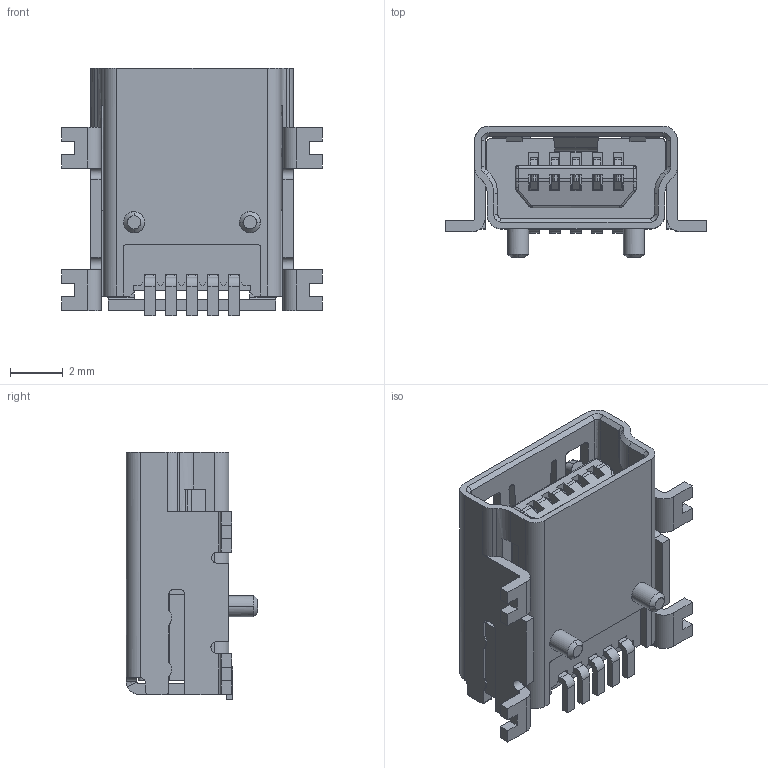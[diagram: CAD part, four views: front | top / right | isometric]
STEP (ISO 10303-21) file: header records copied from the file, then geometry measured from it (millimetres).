
FILE_DESCRIPTION (( 'STEP AP214' ), '1' );
FILE_NAME ('Amphenol_i10033526.STEP', '2019-10-11T11:13:29', ( '' ), ( '' ), 'SwSTEP 2.0', 'SolidWorks 2018', '' );
FILE_SCHEMA (( 'AUTOMOTIVE_DESIGN' ));
Length unit declared in the file: inch
Products named in the file (5): Assembly-1_Asm_1.igs; Assembly-1_Asm_2.igs; Amphenol_i10033526; 1.2.igs; Amphenol_i10033526.igs
Assembly tree (4 placements, depth 5):
  Amphenol_i10033526
    Amphenol_i10033526.igs
      Assembly-1_Asm_2.igs
        Assembly-1_Asm_1.igs
          1.2.igs
Bounding box: 9.9 x 5 x 9.4 mm (x, y, z)
Surface area: 700.3 mm2 (no closed solid volume)
Topology: 0 solids, 9 shells, 892 faces, 2563 edges, 1640 vertices
Faces by surface type: bspline 892
Entity records: 36583 total; most frequent: CARTESIAN_POINT 15226, ORIENTED_EDGE 5088, EDGE_CURVE 2557, B_SPLINE_CURVE_WITH_KNOTS 2141, VERTEX_POINT 1632, EDGE_LOOP 904, FACE_OUTER_BOUND 892, ADVANCED_FACE 892
